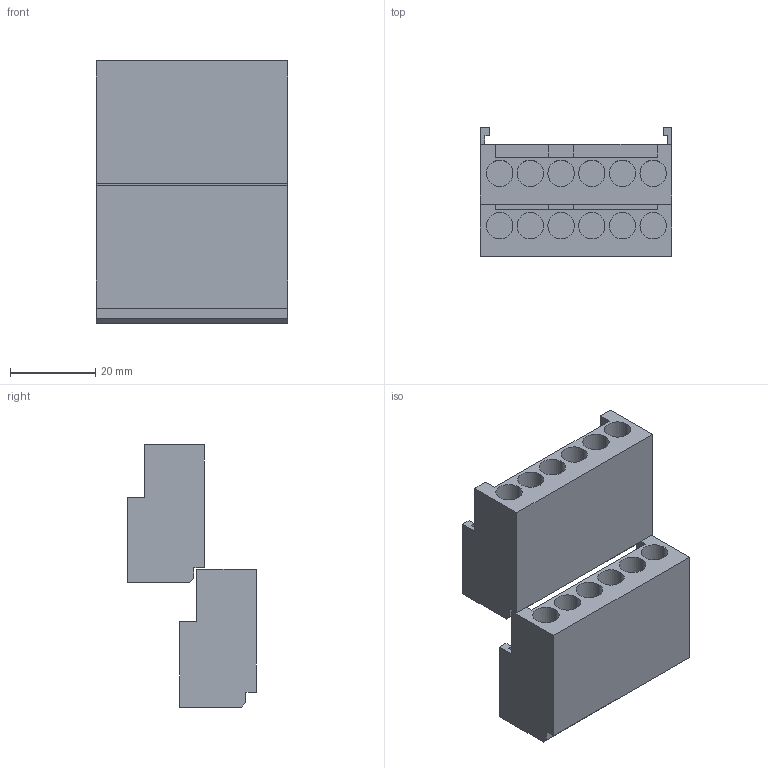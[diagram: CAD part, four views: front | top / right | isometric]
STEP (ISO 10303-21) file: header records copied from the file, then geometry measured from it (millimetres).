
FILE_DESCRIPTION(('STEP AP214'),'1');
FILE_NAME('cctmp_853E3A60-FEBE-4632-8D1D-E47AF8A7D03C_2023_07_18_13_15_56_0639..stp','2023-07-18T11:15:57',('SIEMENS A&D'),('CADClick - www.CADClick.com'),'Spatial InterOp 3D postprocessed',' ','unknown authorization');
FILE_SCHEMA(('AUTOMOTIVE_DESIGN'));
Length unit declared in the file: millimetre
Products named in the file (3): cc_unnamed; 2023_07_18_13_15_56_0624; 2023_07_18_13_15_56_0593
Assembly tree (2 placements, depth 2):
  cc_unnamed
    2023_07_18_13_15_56_0624
    2023_07_18_13_15_56_0593
Bounding box: 45 x 30.2 x 61.5 mm (x, y, z)
Volume: 34425 mm3; surface area: 13387.5 mm2
Topology: 2 solids, 2 shells, 90 faces, 222 edges, 148 vertices
Faces by surface type: plane 66, cylinder 24
Entity records: 2993 total; most frequent: CARTESIAN_POINT 463, DIRECTION 456, ORIENTED_EDGE 444, EDGE_CURVE 222, LINE 174, VECTOR 174, VERTEX_POINT 148, AXIS2_PLACEMENT_3D 141
